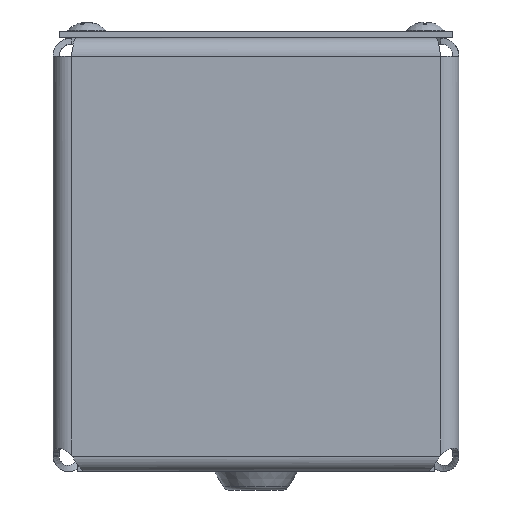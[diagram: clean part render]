
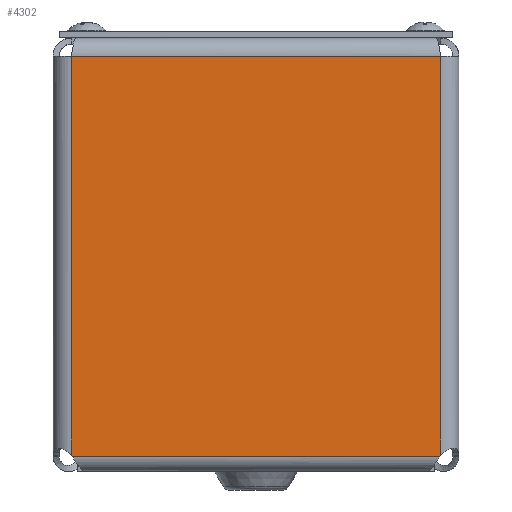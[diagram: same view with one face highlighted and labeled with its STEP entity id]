
A CAD part, front view. The second image highlights one B-rep face of the part: STEP entity #4302.
In plain terms, the highlighted face is planar.
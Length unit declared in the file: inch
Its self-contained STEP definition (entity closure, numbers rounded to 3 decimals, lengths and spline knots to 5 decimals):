
#376=LINE($,#6711,#707);
#379=LINE($,#6718,#710);
#442=LINE($,#7429,#773);
#484=LINE($,#7516,#815);
#517=LINE($,#7754,#848);
#551=LINE($,#7986,#882);
#707=VECTOR($,#5036,0.01499);
#710=VECTOR($,#5041,0.01499);
#773=VECTOR($,#5136,4.05089);
#815=VECTOR($,#5254,3.73202);
#848=VECTOR($,#5333,3.751);
#882=VECTOR($,#5427,4.05089);
#1016=PLANE($,#4598);
#1317=FACE_OUTER_BOUND($,#1629,.T.);
#1629=EDGE_LOOP($,(#3558,#3559,#3560,#3561,#3562,#3563));
#1968=VERTEX_POINT($,#6708);
#1969=VERTEX_POINT($,#6710);
#1970=VERTEX_POINT($,#6714);
#1972=VERTEX_POINT($,#6717);
#2036=VERTEX_POINT($,#7427);
#2066=VERTEX_POINT($,#7746);
#2356=EDGE_CURVE($,#1969,#1968,#376,.T.);
#2359=EDGE_CURVE($,#1972,#1970,#379,.T.);
#2459=EDGE_CURVE($,#1968,#2036,#442,.T.);
#2505=EDGE_CURVE($,#1970,#1969,#484,.T.);
#2551=EDGE_CURVE($,#2036,#2066,#517,.T.);
#2605=EDGE_CURVE($,#2066,#1972,#551,.T.);
#3558=ORIENTED_EDGE($,*,*,#2359,.T.);
#3559=ORIENTED_EDGE($,*,*,#2505,.T.);
#3560=ORIENTED_EDGE($,*,*,#2356,.T.);
#3561=ORIENTED_EDGE($,*,*,#2459,.T.);
#3562=ORIENTED_EDGE($,*,*,#2551,.T.);
#3563=ORIENTED_EDGE($,*,*,#2605,.T.);
#4302=ADVANCED_FACE($,(#1317),#1016,.F.);
#4598=AXIS2_PLACEMENT_3D($,#7985,#5425,#5426);
#5036=DIRECTION($,(0.,-0.774,0.633));
#5041=DIRECTION($,(0.,0.774,0.633));
#5136=DIRECTION($,(0.,-1.,0.));
#5254=DIRECTION($,(0.,0.,1.));
#5333=DIRECTION($,(0.,0.,-1.));
#5425=DIRECTION('center_axis',(-1.,0.,0.));
#5426=DIRECTION('ref_axis',(0.,0.,
1.));
#5427=DIRECTION($,(0.,1.,0.));
#6708=CARTESIAN_POINT('',(4.0625,2.08214,-9.96336));
#6710=CARTESIAN_POINT('',(4.0625,2.09375,-9.97285));
#6711=CARTESIAN_POINT($,(4.0625,3.11689,-10.8091));
#6714=CARTESIAN_POINT('',(4.0625,2.09375,-13.70487));
#6717=CARTESIAN_POINT('',(4.0625,2.08214,-13.71436));
#6718=CARTESIAN_POINT($,(4.0625,1.2055,-14.43088));
#7427=CARTESIAN_POINT('',(4.0625,-1.96875,-9.96336));
#7429=CARTESIAN_POINT($,(4.0625,1.04688,-9.96336));
#7516=CARTESIAN_POINT($,(4.0625,2.09375,-13.90136));
#7746=CARTESIAN_POINT('',(4.0625,-1.96875,-13.71436));
#7754=CARTESIAN_POINT($,(4.0625,-1.96875,-10.90111));
#7985=CARTESIAN_POINT('Origin',(4.0625,0.,
-16.79142));
#7986=CARTESIAN_POINT($,(4.0625,-1.04688,-13.71436));
